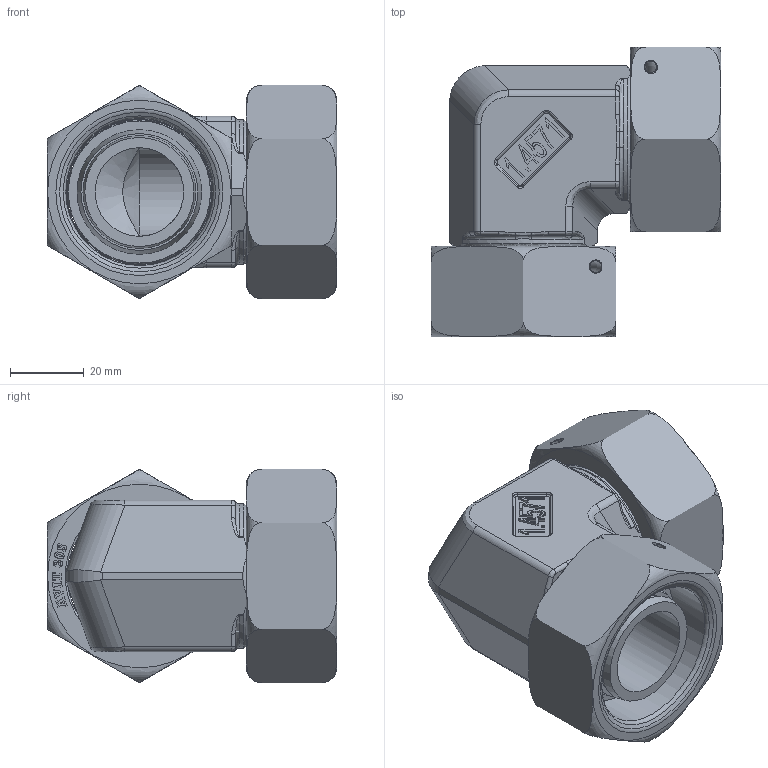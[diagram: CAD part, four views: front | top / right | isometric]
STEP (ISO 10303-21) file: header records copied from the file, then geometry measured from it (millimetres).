
FILE_DESCRIPTION(/* description */ (''),/* implementation_level */ '2;1');
FILE_NAME(/* name */ 'WKS30_TP.stp',/* time_stamp */ '2022-06-30T15:21:59+02:00',/* author */ (''),/* organization */ (''),/* preprocessor_version */ 'ST-DEVELOPER v16',/* originating_system */ 'SIEMENS PLM Software NX 10.0',/* authorisation */ '');
FILE_SCHEMA (('AP203_CONFIGURATION_CONTROLLED_3D_DESIGN_OF_MECHANICAL_PARTS_AND_ASSEMBLIES_MIM_LF { 1 0 10303 403 2 1 2}'));
Length unit declared in the file: millimetre
Products named in the file (1): jnuj183860B9a15l
Bounding box: 78.5 x 78.45 x 57.73 mm (x, y, z)
Volume: 116458.8 mm3; surface area: 40336.2 mm2
Topology: 3 solids, 3 shells, 752 faces, 1965 edges, 1275 vertices
Faces by surface type: plane 485, cylinder 84, extrusion 65, torus 50, bspline 48, cone 20
Full cylindrical faces by diameter (mm): 3.2 x2, 24 x2, 38.5 x4, 39.245 x2, 40 x2
Entity records: 26662 total; most frequent: CARTESIAN_POINT 10294, ORIENTED_EDGE 3836, DIRECTION 2513, EDGE_CURVE 1918, VERTEX_POINT 1262, B_SPLINE_CURVE_WITH_KNOTS 1092, AXIS2_PLACEMENT_3D 917, EDGE_LOOP 852
